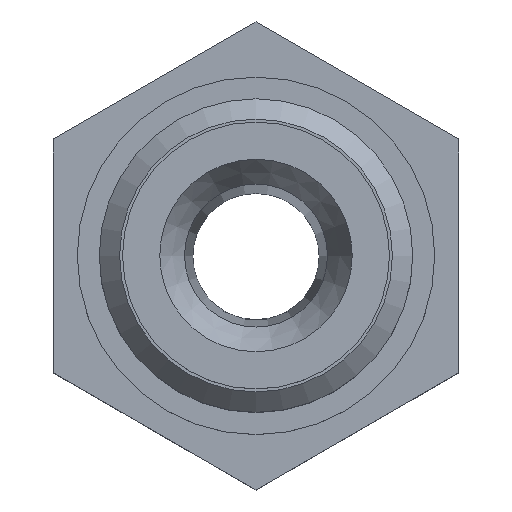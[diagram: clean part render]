
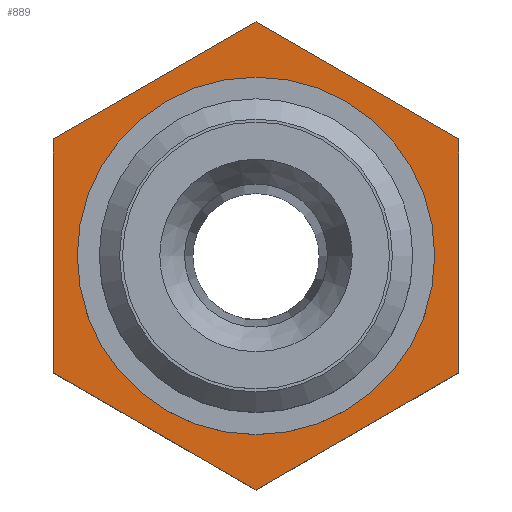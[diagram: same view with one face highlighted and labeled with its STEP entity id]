
A CAD part, top view. The second image highlights one B-rep face of the part: STEP entity #889.
In plain terms, the highlighted planar face has unit normal (0, 0, 1).
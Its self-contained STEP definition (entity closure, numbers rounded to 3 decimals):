
#55=LINE('',#1674,#79);
#57=LINE('',#1678,#81);
#59=LINE('',#1682,#83);
#61=LINE('',#1686,#85);
#63=LINE('',#1690,#87);
#65=LINE('',#1694,#89);
#79=VECTOR('',#1271,1000.);
#81=VECTOR('',#1275,1000.);
#83=VECTOR('',#1279,1000.);
#85=VECTOR('',#1283,1000.);
#87=VECTOR('',#1287,1000.);
#89=VECTOR('',#1291,1000.);
#123=PLANE('',#1034);
#345=ORIENTED_EDGE('',*,*,#456,.T.);
#346=ORIENTED_EDGE('',*,*,#454,.T.);
#347=ORIENTED_EDGE('',*,*,#464,.T.);
#348=ORIENTED_EDGE('',*,*,#462,.T.);
#349=ORIENTED_EDGE('',*,*,#460,.T.);
#350=ORIENTED_EDGE('',*,*,#458,.T.);
#351=ORIENTED_EDGE('',*,*,#472,.T.);
#454=EDGE_CURVE('',#547,#546,#55,.T.);
#456=EDGE_CURVE('',#548,#547,#57,.T.);
#458=EDGE_CURVE('',#549,#548,#59,.T.);
#460=EDGE_CURVE('',#550,#549,#61,.T.);
#462=EDGE_CURVE('',#551,#550,#63,.T.);
#464=EDGE_CURVE('',#546,#551,#65,.T.);
#472=EDGE_CURVE('',#559,#559,#634,.T.);
#546=VERTEX_POINT('',#1673);
#547=VERTEX_POINT('',#1675);
#548=VERTEX_POINT('',#1679);
#549=VERTEX_POINT('',#1683);
#550=VERTEX_POINT('',#1687);
#551=VERTEX_POINT('',#1691);
#559=VERTEX_POINT('',#1717);
#634=CIRCLE('',#1033,7.5);
#717=EDGE_LOOP('',(#345,#346,#347,#348,#349,#350));
#718=EDGE_LOOP('',(#351));
#805=FACE_BOUND('',#717,.T.);
#806=FACE_BOUND('',#718,.T.);
#889=ADVANCED_FACE('',(#805,#806),#123,.F.);
#1033=AXIS2_PLACEMENT_3D('',#1716,#1320,#1321);
#1034=AXIS2_PLACEMENT_3D('',#1718,#1322,#1323);
#1271=DIRECTION('',(-0.866,-0.5,0.));
#1275=DIRECTION('',(-0.866,0.5,0.));
#1279=DIRECTION('',(0.,1.,0.));
#1283=DIRECTION('',(0.866,0.5,0.));
#1287=DIRECTION('',(0.866,-0.5,0.));
#1291=DIRECTION('',(0.,-1.,0.));
#1320=DIRECTION('',(0.,0.,-1.));
#1321=DIRECTION('',(-1.,0.,0.));
#1322=DIRECTION('',(0.,0.,-1.));
#1323=DIRECTION('',(-1.,0.,0.));
#1673=CARTESIAN_POINT('',(-8.5,4.907,-9.5));
#1674=CARTESIAN_POINT('',(0.,9.815,-9.5));
#1675=CARTESIAN_POINT('',(0.,9.815,-9.5));
#1678=CARTESIAN_POINT('',(8.5,4.907,-9.5));
#1679=CARTESIAN_POINT('',(8.5,4.907,-9.5));
#1682=CARTESIAN_POINT('',(8.5,-4.907,-9.5));
#1683=CARTESIAN_POINT('',(8.5,-4.907,-9.5));
#1686=CARTESIAN_POINT('',(0.,-9.815,-9.5));
#1687=CARTESIAN_POINT('',(0.,-9.815,-9.5));
#1690=CARTESIAN_POINT('',(-8.5,-4.907,-9.5));
#1691=CARTESIAN_POINT('',(-8.5,-4.907,-9.5));
#1694=CARTESIAN_POINT('',(-8.5,4.907,-9.5));
#1716=CARTESIAN_POINT('',(0.,0.,-9.5));
#1717=CARTESIAN_POINT('',(-7.5,0.,-9.5));
#1718=CARTESIAN_POINT('',(0.,7.5,-9.5));
